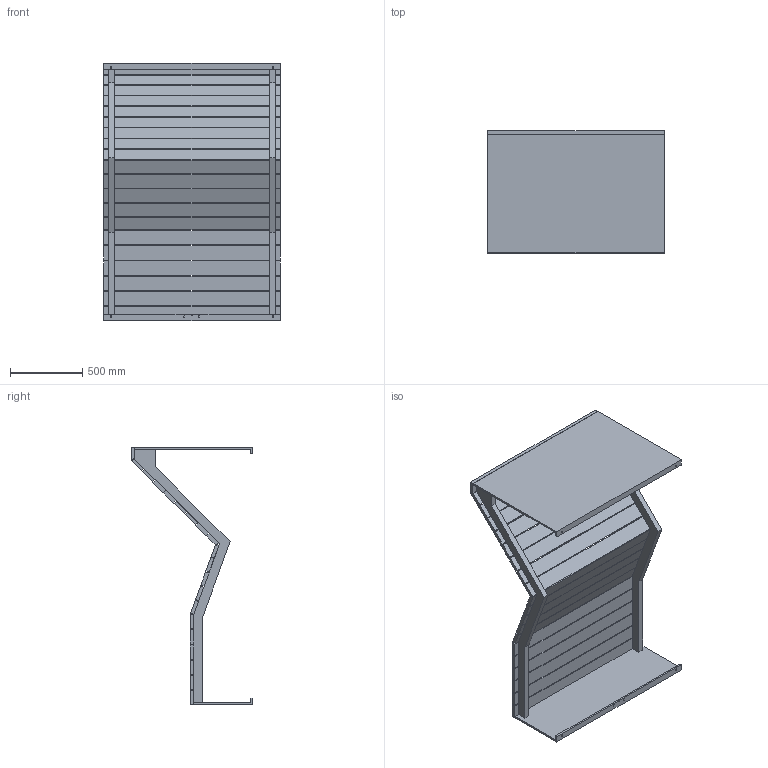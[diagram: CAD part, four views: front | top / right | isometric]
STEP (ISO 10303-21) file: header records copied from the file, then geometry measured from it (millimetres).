
FILE_DESCRIPTION (( 'STEP AP203' ), '1' );
FILE_NAME ('MO-1686-CL-D.STEP', '2022-04-28T18:16:48', ( '' ), ( '' ), 'SwSTEP 2.0', 'SolidWorks 2020', '' );
FILE_SCHEMA (( 'CONFIG_CONTROL_DESIGN' ));
Length unit declared in the file: inch
Products named in the file (1): MO-1686-CL-D
Bounding box: 1219.2 x 840.11 x 1778 mm (x, y, z)
Volume: 86230090.1 mm3; surface area: 10071968.6 mm2
Topology: 24 solids, 24 shells, 191 faces, 423 edges, 282 vertices
Faces by surface type: plane 165, cylinder 26
Entity records: 5258 total; most frequent: CARTESIAN_POINT 897, DIRECTION 859, ORIENTED_EDGE 846, EDGE_CURVE 423, LINE 371, VECTOR 371, VERTEX_POINT 282, AXIS2_PLACEMENT_3D 244
